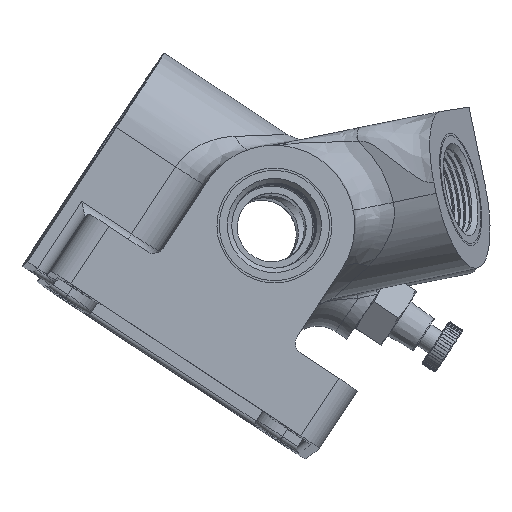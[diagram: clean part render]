
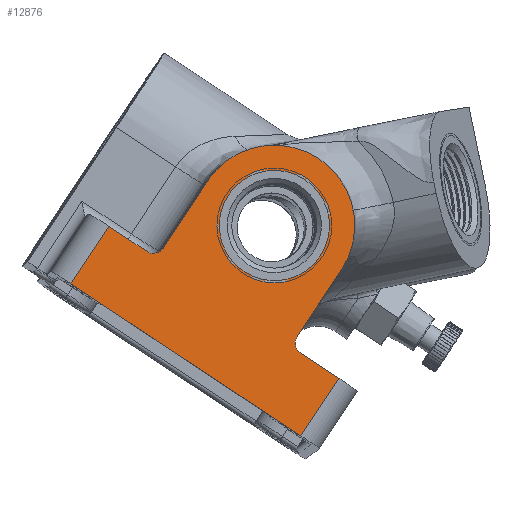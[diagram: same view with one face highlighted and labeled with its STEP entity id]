
A CAD part, top view. The second image highlights one B-rep face of the part: STEP entity #12876.
In plain terms, the highlighted face is planar.
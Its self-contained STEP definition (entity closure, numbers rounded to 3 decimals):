
#41 = CIRCLE ( 'NONE', #137, 17.5 ) ;
#74 = CARTESIAN_POINT ( 'NONE',  ( -52.5, 0., 0. ) ) ;
#137 = AXIS2_PLACEMENT_3D ( 'NONE', #1419, #8818, #2496 ) ;
#243 = EDGE_CURVE ( 'NONE', #12603, #3025, #8280, .T. ) ;
#657 = EDGE_CURVE ( 'NONE', #4984, #1183, #4669, .T. ) ;
#825 = DIRECTION ( 'NONE',  ( 0., 0., -1. ) ) ;
#1002 = CARTESIAN_POINT ( 'NONE',  ( -52.5, -35., -30. ) ) ;
#1183 = VERTEX_POINT ( 'NONE', #7104 ) ;
#1210 = ORIENTED_EDGE ( 'NONE', *, *, #1211, .F. ) ;
#1211 = EDGE_CURVE ( 'NONE', #2980, #9323, #8092, .T. ) ;
#1346 = CARTESIAN_POINT ( 'NONE',  ( -52.5, -20., -20. ) ) ;
#1419 = CARTESIAN_POINT ( 'NONE',  ( -52.5, 0., 0. ) ) ;
#1807 = EDGE_CURVE ( 'NONE', #3938, #10693, #12145, .T. ) ;
#2027 = DIRECTION ( 'NONE',  ( 0., -1., 0. ) ) ;
#2064 = CARTESIAN_POINT ( 'NONE',  ( -52.5, -35., 30. ) ) ;
#2484 = VECTOR ( 'NONE', #2027, 1000. ) ;
#2496 = DIRECTION ( 'NONE',  ( 0., 0., -1. ) ) ;
#2502 = EDGE_LOOP ( 'NONE', ( #11264, #12068, #11348, #3399, #1210, #3774, #9625, #10432, #13254, #9290 ) ) ;
#2980 = VERTEX_POINT ( 'NONE', #11516 ) ;
#3025 = VERTEX_POINT ( 'NONE', #1346 ) ;
#3126 = CARTESIAN_POINT ( 'NONE',  ( -52.5, -17.5, -17.5 ) ) ;
#3223 = CARTESIAN_POINT ( 'NONE',  ( -52.5, -17.5, -20. ) ) ;
#3295 = EDGE_CURVE ( 'NONE', #4984, #9323, #5885, .T. ) ;
#3311 = EDGE_CURVE ( 'NONE', #12603, #4210, #8326, .T. ) ;
#3399 = ORIENTED_EDGE ( 'NONE', *, *, #3295, .T. ) ;
#3496 = FACE_BOUND ( 'NONE', #6270, .T. ) ;
#3649 = DIRECTION ( 'NONE',  ( 0., 1., 0. ) ) ;
#3774 = ORIENTED_EDGE ( 'NONE', *, *, #9080, .F. ) ;
#3938 = VERTEX_POINT ( 'NONE', #3126 ) ;
#4080 = DIRECTION ( 'NONE',  ( 0., 1., 0. ) ) ;
#4210 = VERTEX_POINT ( 'NONE', #1002 ) ;
#4292 = DIRECTION ( 'NONE',  ( 0., 0., -1. ) ) ;
#4669 = LINE ( 'NONE', #11346, #10596 ) ;
#4925 = DIRECTION ( 'NONE',  ( 0., 0., -1. ) ) ;
#4984 = VERTEX_POINT ( 'NONE', #6011 ) ;
#5160 = VERTEX_POINT ( 'NONE', #2064 ) ;
#5422 = DIRECTION ( 'NONE',  ( 0., 0., -1. ) ) ;
#5510 = VECTOR ( 'NONE', #6787, 1000. ) ;
#5669 = LINE ( 'NONE', #9397, #8111 ) ;
#5885 = CIRCLE ( 'NONE', #10725, 2.5 ) ;
#6002 = AXIS2_PLACEMENT_3D ( 'NONE', #13459, #7187, #825 ) ;
#6011 = CARTESIAN_POINT ( 'NONE',  ( -52.5, -20., 20. ) ) ;
#6270 = EDGE_LOOP ( 'NONE', ( #12716 ) ) ;
#6421 = AXIS2_PLACEMENT_3D ( 'NONE', #3223, #10603, #4292 ) ;
#6560 = DIRECTION ( 'NONE',  ( 0., 0., 1. ) ) ;
#6766 = CARTESIAN_POINT ( 'NONE',  ( -52.5, 0., -30. ) ) ;
#6787 = DIRECTION ( 'NONE',  ( 0., 0., 1. ) ) ;
#6895 = CARTESIAN_POINT ( 'NONE',  ( -52.5, -20., -30. ) ) ;
#7104 = CARTESIAN_POINT ( 'NONE',  ( -52.5, -20., 30. ) ) ;
#7187 = DIRECTION ( 'NONE',  ( 1., 0., 0. ) ) ;
#7432 = CARTESIAN_POINT ( 'NONE',  ( -52.5, 0., -17.5 ) ) ;
#7500 = EDGE_CURVE ( 'NONE', #4210, #5160, #8983, .T. ) ;
#7638 = CARTESIAN_POINT ( 'NONE',  ( -52.5, 0., -17.5 ) ) ;
#8092 = LINE ( 'NONE', #8162, #2484 ) ;
#8111 = VECTOR ( 'NONE', #4080, 1000. ) ;
#8162 = CARTESIAN_POINT ( 'NONE',  ( -52.5, 0., 17.5 ) ) ;
#8280 = LINE ( 'NONE', #10408, #5510 ) ;
#8314 = DIRECTION ( 'NONE',  ( 0., 0., 1. ) ) ;
#8326 = LINE ( 'NONE', #6766, #13591 ) ;
#8525 = PLANE ( 'NONE',  #9139 ) ;
#8818 = DIRECTION ( 'NONE',  ( 1., 0., 0. ) ) ;
#8983 = LINE ( 'NONE', #10733, #11449 ) ;
#9080 = EDGE_CURVE ( 'NONE', #10693, #2980, #41, .T. ) ;
#9107 = FACE_OUTER_BOUND ( 'NONE', #2502, .T. ) ;
#9139 = AXIS2_PLACEMENT_3D ( 'NONE', #74, #11702, #5422 ) ;
#9290 = ORIENTED_EDGE ( 'NONE', *, *, #3311, .T. ) ;
#9293 = DIRECTION ( 'NONE',  ( 0., -1., 0. ) ) ;
#9323 = VERTEX_POINT ( 'NONE', #12343 ) ;
#9377 = VECTOR ( 'NONE', #3649, 1000. ) ;
#9397 = CARTESIAN_POINT ( 'NONE',  ( -52.5, 0., 30. ) ) ;
#9625 = ORIENTED_EDGE ( 'NONE', *, *, #1807, .F. ) ;
#9725 = EDGE_CURVE ( 'NONE', #11724, #11724, #9965, .T. ) ;
#9965 = CIRCLE ( 'NONE', #6002, 12. ) ;
#10408 = CARTESIAN_POINT ( 'NONE',  ( -52.5, -20., 35. ) ) ;
#10432 = ORIENTED_EDGE ( 'NONE', *, *, #11181, .T. ) ;
#10596 = VECTOR ( 'NONE', #8314, 1000. ) ;
#10603 = DIRECTION ( 'NONE',  ( 1., 0., 0. ) ) ;
#10629 = CIRCLE ( 'NONE', #6421, 2.5 ) ;
#10693 = VERTEX_POINT ( 'NONE', #7432 ) ;
#10725 = AXIS2_PLACEMENT_3D ( 'NONE', #13258, #11217, #4925 ) ;
#10733 = CARTESIAN_POINT ( 'NONE',  ( -52.5, -35., 35. ) ) ;
#11181 = EDGE_CURVE ( 'NONE', #3938, #3025, #10629, .T. ) ;
#11217 = DIRECTION ( 'NONE',  ( 1., 0., 0. ) ) ;
#11264 = ORIENTED_EDGE ( 'NONE', *, *, #7500, .T. ) ;
#11346 = CARTESIAN_POINT ( 'NONE',  ( -52.5, -20., 35. ) ) ;
#11348 = ORIENTED_EDGE ( 'NONE', *, *, #657, .F. ) ;
#11449 = VECTOR ( 'NONE', #6560, 1000. ) ;
#11516 = CARTESIAN_POINT ( 'NONE',  ( -52.5, 0., 17.5 ) ) ;
#11702 = DIRECTION ( 'NONE',  ( 1., 0., 0. ) ) ;
#11724 = VERTEX_POINT ( 'NONE', #12898 ) ;
#12068 = ORIENTED_EDGE ( 'NONE', *, *, #12330, .T. ) ;
#12145 = LINE ( 'NONE', #7638, #9377 ) ;
#12330 = EDGE_CURVE ( 'NONE', #5160, #1183, #5669, .T. ) ;
#12343 = CARTESIAN_POINT ( 'NONE',  ( -52.5, -17.5, 17.5 ) ) ;
#12603 = VERTEX_POINT ( 'NONE', #6895 ) ;
#12716 = ORIENTED_EDGE ( 'NONE', *, *, #9725, .T. ) ;
#12876 = ADVANCED_FACE ( 'NONE', ( #9107, #3496 ), #8525, .F. ) ;
#12898 = CARTESIAN_POINT ( 'NONE',  ( -52.5, 0., -12. ) ) ;
#13254 = ORIENTED_EDGE ( 'NONE', *, *, #243, .F. ) ;
#13258 = CARTESIAN_POINT ( 'NONE',  ( -52.5, -17.5, 20. ) ) ;
#13459 = CARTESIAN_POINT ( 'NONE',  ( -52.5, 0., 0. ) ) ;
#13591 = VECTOR ( 'NONE', #9293, 1000. ) ;
